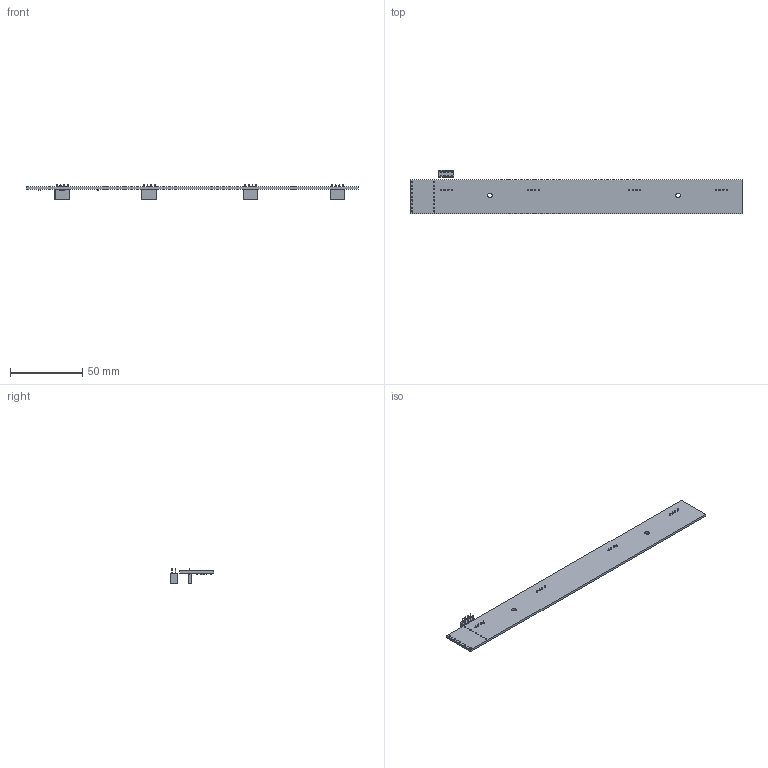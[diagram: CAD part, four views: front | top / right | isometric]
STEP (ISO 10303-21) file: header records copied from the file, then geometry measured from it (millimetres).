
FILE_DESCRIPTION(('KiCad electronic assembly'),'2;1');
FILE_NAME('7seg-stand.step','2024-10-06T16:16:21',('Pcbnew'),('Kicad'), 'Open CASCADE STEP processor 7.6','KiCad to STEP converter','Unknown' );
FILE_SCHEMA(('AUTOMOTIVE_DESIGN { 1 0 10303 214 1 1 1 1 }'));
Length unit declared in the file: millimetre
Products named in the file (10): 7seg-stand 1; PinSocket_1x04_P2.54mm_Vertical; SOLID; PinSocket_2x04_P2.54mm_Vertical; C_0603_1608Metric; TSOP-5_1.65x3.05mm_P0.95mm; 7seg-stand PCB
Assembly tree (16 placements, depth 3):
  7seg-stand 1
    PinSocket_1x04_P2.54mm_Vertical  x4
      SOLID
    PinSocket_2x04_P2.54mm_Vertical
      SOLID
    C_0603_1608Metric  x5
      SOLID
    TSOP-5_1.65x3.05mm_P0.95mm
      SOLID
    7seg-stand PCB
Bounding box: 229.39 x 30.35 x 10.1 mm (x, y, z)
Volume: 9572.8 mm3; surface area: 13605.8 mm2
Topology: 12 solids, 12 shells, 1087 faces, 2800 edges, 1820 vertices
Faces by surface type: plane 941, cylinder 117, bspline 29
Full cylindrical faces by diameter (mm): 0.1 x1, 0.9 x18, 1 x16, 3.2 x2
Entity records: 40900 total; most frequent: CARTESIAN_POINT 7016, DIRECTION 5507, LINE 4075, VECTOR 4075, ORIENTED_EDGE 2960, PCURVE 2960, DEFINITIONAL_REPRESENTATION 2960, EDGE_CURVE 1480
